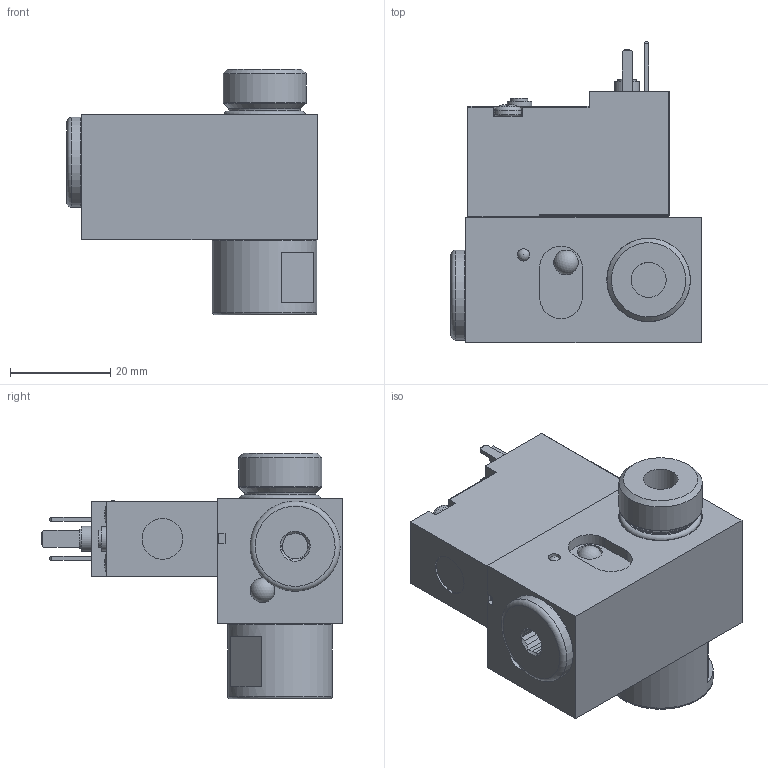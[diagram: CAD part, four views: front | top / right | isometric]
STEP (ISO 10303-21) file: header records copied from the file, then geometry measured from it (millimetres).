
FILE_DESCRIPTION(/* description */ (''),/* implementation_level */ '2;1');
FILE_NAME(/* name */ '482 000 01.stp',/* time_stamp */ '2020-01-16T14:05:28+01:00',/* author */ ('Lars'),/* organization */ ('AVAC Vakuumteknik AB'),/* preprocessor_version */ 'ST-DEVELOPER v17',/* originating_system */ 'Autodesk Inventor 2018',/* authorisation */ '');
FILE_SCHEMA (('AUTOMOTIVE_DESIGN { 1 0 10303 214 3 1 1 }'));
Length unit declared in the file: millimetre
Products named in the file (1): 482 000 01
Bounding box: 50 x 60.2 x 49.1 mm (x, y, z)
Volume: 47567.9 mm3; surface area: 13468.1 mm2
Topology: 1 solids, 1 shells, 254 faces, 691 edges, 459 vertices
Faces by surface type: plane 135, cylinder 54, torus 31, cone 27, sphere 7
Full cylindrical faces by diameter (mm): 2 x1, 2.45 x1, 2.487 x1, 3.15 x1, 3.4 x1, 3.8 x1, 4.9 x1, 4.95 x2, 5 x1, 5.1 x1, 7 x1, 8.15 x1, 14.2 x1, 14.95 x1, 16.3 x1, 16.4 x1, 16.662 x1, 16.7 x1, 18 x1, 21 x1
Entity records: 8357 total; most frequent: CARTESIAN_POINT 1776, DIRECTION 1408, ORIENTED_EDGE 1372, EDGE_CURVE 686, AXIS2_PLACEMENT_3D 527, VERTEX_POINT 459, LINE 354, VECTOR 354
